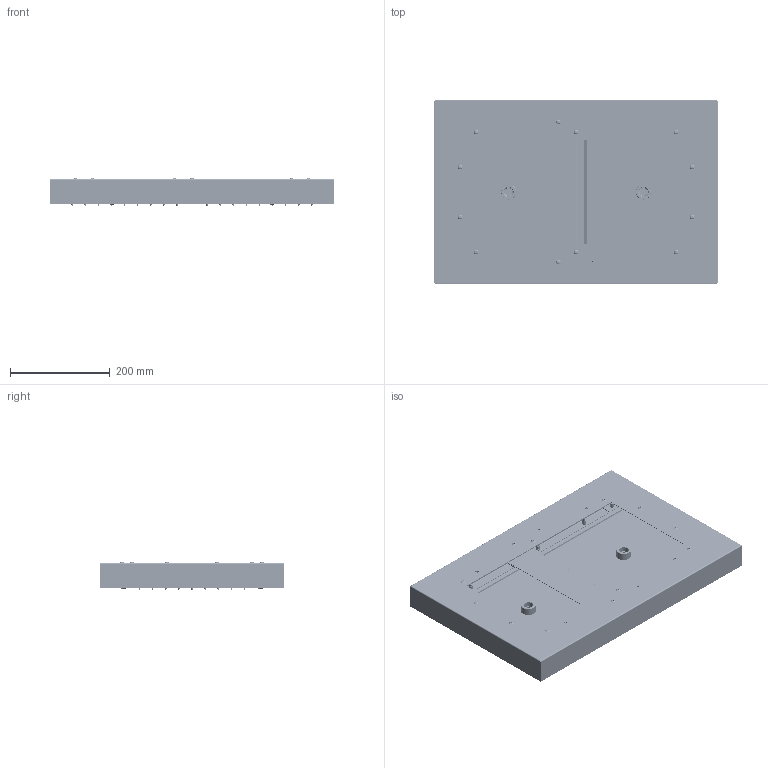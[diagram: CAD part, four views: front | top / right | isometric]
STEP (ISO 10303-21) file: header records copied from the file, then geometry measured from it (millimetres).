
FILE_DESCRIPTION(('STEP AP214'),'1');
FILE_NAME('Art.68900.stp','2022-09-05T09:09:09',(' '),(' '),'Spatial InterOp 3D',' ',' ');
FILE_SCHEMA(('AUTOMOTIVE_DESIGN { 1 0 10303 214 1 1 1 1 }'));
Length unit declared in the file: millimetre
Products named in the file (1): Art.68900
Bounding box: 570 x 370 x 54.8 mm (x, y, z)
Volume: 1003559 mm3; surface area: 1373565.7 mm2
Topology: 1 solids, 13 shells, 4042 faces, 9323 edges, 5901 vertices
Faces by surface type: torus 1526, plane 1212, cylinder 1066, cone 218, bspline 20
Full cylindrical faces by diameter (mm): 1.5 x160, 1.7 x160, 2.6 x12, 4.2 x2, 4.8 x12, 5 x186, 5.2 x14, 6.5 x4, 6.9 x14, 7 x4, 8.2 x14, 8.5 x2, 10 x172, 14 x2, 16.4 x2, 18.631 x2, 28 x2, 28.2 x2, 30 x2
Entity records: 127525 total; most frequent: DIRECTION 17856, CARTESIAN_POINT 15837, ORIENTED_EDGE 11752, AXIS2_PLACEMENT_3D 7989, EDGE_LOOP 7530, FACE_OUTER_BOUND 6316, EDGE_CURVE 5876, VERTEX_POINT 4930
